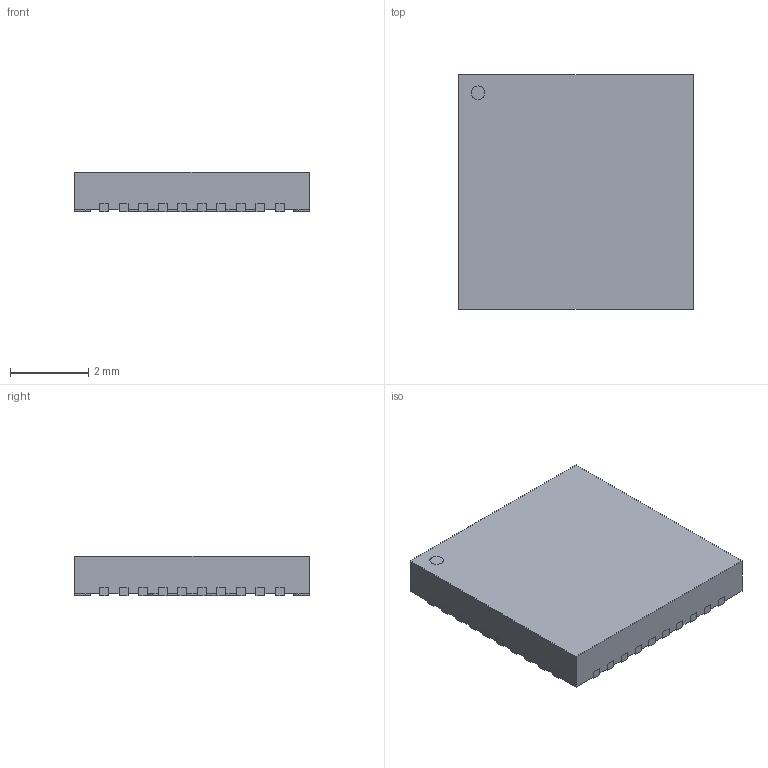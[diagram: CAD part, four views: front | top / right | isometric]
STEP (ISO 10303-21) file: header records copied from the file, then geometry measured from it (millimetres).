
FILE_DESCRIPTION(/* description */ (''),/* implementation_level */ '2;1');
FILE_NAME(/* name */ 'Texas_S-PVQFN-N40_EP4.15x4.step',/* time_stamp */ '2022-03-14T09:41:39+08:00',/* author */ (''),/* organization */ (''),/* preprocessor_version */ 'ST-DEVELOPER v18.1',/* originating_system */ 'Autodesk Translation Framework v10.10.0.1391',/* authorisation */ '');
FILE_SCHEMA (('AUTOMOTIVE_DESIGN { 1 0 10303 214 3 1 1 }'));
Length unit declared in the file: millimetre
Products named in the file (1): (Unsaved)
Bounding box: 6 x 6 x 1 mm (x, y, z)
Volume: 34.8 mm3; surface area: 138.2 mm2
Topology: 43 solids, 43 shells, 424 faces, 1008 edges, 672 vertices
Faces by surface type: plane 342, cylinder 82
Full cylindrical faces by diameter (mm): 0.346 x2
Entity records: 12148 total; most frequent: CARTESIAN_POINT 2105, DIRECTION 2022, ORIENTED_EDGE 2016, EDGE_CURVE 1008, LINE 844, VECTOR 844, VERTEX_POINT 672, AXIS2_PLACEMENT_3D 589
